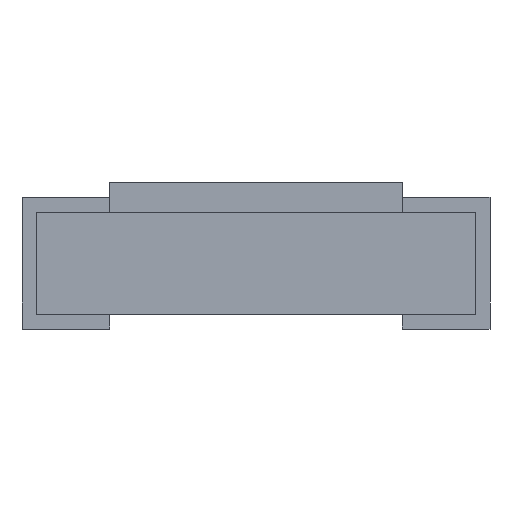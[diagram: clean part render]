
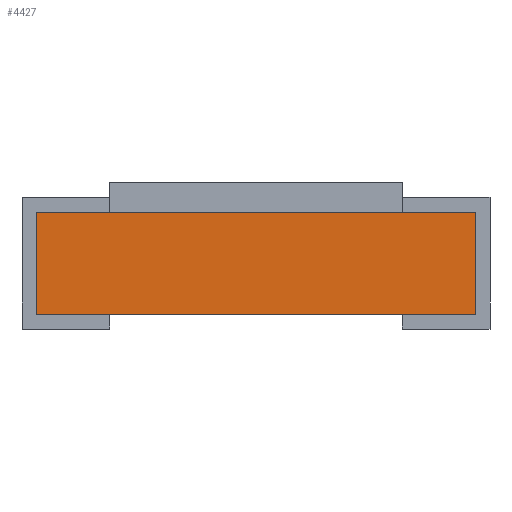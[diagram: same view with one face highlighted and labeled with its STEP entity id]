
A CAD part, left-side view. The second image highlights one B-rep face of the part: STEP entity #4427.
In plain terms, the highlighted planar face has unit normal (-1, 0, 0).
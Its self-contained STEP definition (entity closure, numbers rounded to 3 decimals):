
#571 = PLANE('',#572);
#572 = AXIS2_PLACEMENT_3D('',#573,#574,#575);
#573 = CARTESIAN_POINT('',(2.006,-0.625,0.05));
#574 = DIRECTION('',(0.,0.,1.));
#575 = DIRECTION('',(0.,-1.,0.));
#2240 = VERTEX_POINT('',#2241);
#2241 = CARTESIAN_POINT('',(-1.6,-0.75,0.05));
#2257 = PLANE('',#2258);
#2258 = AXIS2_PLACEMENT_3D('',#2259,#2260,#2261);
#2259 = CARTESIAN_POINT('',(2.006,-0.75,0.225));
#2260 = DIRECTION('',(0.,1.,0.));
#2261 = DIRECTION('',(0.,-0.,1.));
#2269 = EDGE_CURVE('',#2270,#2240,#2272,.T.);
#2270 = VERTEX_POINT('',#2271);
#2271 = CARTESIAN_POINT('',(-1.6,0.75,0.05));
#2272 = SURFACE_CURVE('',#2273,(#2277,#2284),.PCURVE_S1.);
#2273 = LINE('',#2274,#2275);
#2274 = CARTESIAN_POINT('',(-1.6,-0.625,0.05));
#2275 = VECTOR('',#2276,1.);
#2276 = DIRECTION('',(0.,-1.,0.));
#2277 = PCURVE('',#571,#2278);
#2278 = DEFINITIONAL_REPRESENTATION('',(#2279),#2283);
#2279 = LINE('',#2280,#2281);
#2280 = CARTESIAN_POINT('',(-0.,-3.606));
#2281 = VECTOR('',#2282,1.);
#2282 = DIRECTION('',(1.,0.));
#2283 = ( GEOMETRIC_REPRESENTATION_CONTEXT(2) 
PARAMETRIC_REPRESENTATION_CONTEXT() REPRESENTATION_CONTEXT('2D SPACE',''
  ) );
#2284 = PCURVE('',#2285,#2290);
#2285 = PLANE('',#2286);
#2286 = AXIS2_PLACEMENT_3D('',#2287,#2288,#2289);
#2287 = CARTESIAN_POINT('',(-1.6,0.,0.225));
#2288 = DIRECTION('',(1.,0.,0.));
#2289 = DIRECTION('',(0.,0.,-1.));
#2290 = DEFINITIONAL_REPRESENTATION('',(#2291),#2295);
#2291 = LINE('',#2292,#2293);
#2292 = CARTESIAN_POINT('',(0.175,-0.625));
#2293 = VECTOR('',#2294,1.);
#2294 = DIRECTION('',(0.,-1.));
#2295 = ( GEOMETRIC_REPRESENTATION_CONTEXT(2) 
PARAMETRIC_REPRESENTATION_CONTEXT() REPRESENTATION_CONTEXT('2D SPACE',''
  ) );
#2313 = PLANE('',#2314);
#2314 = AXIS2_PLACEMENT_3D('',#2315,#2316,#2317);
#2315 = CARTESIAN_POINT('',(2.006,0.75,0.225));
#2316 = DIRECTION('',(0.,-1.,0.));
#2317 = DIRECTION('',(0.,0.,-1.));
#3628 = PLANE('',#3629);
#3629 = AXIS2_PLACEMENT_3D('',#3630,#3631,#3632);
#3630 = CARTESIAN_POINT('',(2.006,0.625,0.4));
#3631 = DIRECTION('',(0.,0.,-1.));
#3632 = DIRECTION('',(-1.,0.,0.));
#4427 = ADVANCED_FACE('',(#4428),#2285,.F.);
#4428 = FACE_BOUND('',#4429,.T.);
#4429 = EDGE_LOOP('',(#4430,#4455,#4476,#4477,#4500,#4523));
#4430 = ORIENTED_EDGE('',*,*,#4431,.F.);
#4431 = EDGE_CURVE('',#4432,#4434,#4436,.T.);
#4432 = VERTEX_POINT('',#4433);
#4433 = CARTESIAN_POINT('',(-1.6,0.75,0.4));
#4434 = VERTEX_POINT('',#4435);
#4435 = CARTESIAN_POINT('',(-1.6,0.5,0.4));
#4436 = SURFACE_CURVE('',#4437,(#4441,#4448),.PCURVE_S1.);
#4437 = LINE('',#4438,#4439);
#4438 = CARTESIAN_POINT('',(-1.6,0.,0.4));
#4439 = VECTOR('',#4440,1.);
#4440 = DIRECTION('',(0.,-1.,0.));
#4441 = PCURVE('',#2285,#4442);
#4442 = DEFINITIONAL_REPRESENTATION('',(#4443),#4447);
#4443 = LINE('',#4444,#4445);
#4444 = CARTESIAN_POINT('',(-0.175,0.));
#4445 = VECTOR('',#4446,1.);
#4446 = DIRECTION('',(0.,-1.));
#4447 = ( GEOMETRIC_REPRESENTATION_CONTEXT(2) 
PARAMETRIC_REPRESENTATION_CONTEXT() REPRESENTATION_CONTEXT('2D SPACE',''
  ) );
#4448 = PCURVE('',#3628,#4449);
#4449 = DEFINITIONAL_REPRESENTATION('',(#4450),#4454);
#4450 = LINE('',#4451,#4452);
#4451 = CARTESIAN_POINT('',(3.606,-0.625));
#4452 = VECTOR('',#4453,1.);
#4453 = DIRECTION('',(0.,-1.));
#4454 = ( GEOMETRIC_REPRESENTATION_CONTEXT(2) 
PARAMETRIC_REPRESENTATION_CONTEXT() REPRESENTATION_CONTEXT('2D SPACE',''
  ) );
#4455 = ORIENTED_EDGE('',*,*,#4456,.F.);
#4456 = EDGE_CURVE('',#2270,#4432,#4457,.T.);
#4457 = SURFACE_CURVE('',#4458,(#4462,#4469),.PCURVE_S1.);
#4458 = LINE('',#4459,#4460);
#4459 = CARTESIAN_POINT('',(-1.6,0.75,0.225));
#4460 = VECTOR('',#4461,1.);
#4461 = DIRECTION('',(0.,0.,1.));
#4462 = PCURVE('',#2285,#4463);
#4463 = DEFINITIONAL_REPRESENTATION('',(#4464),#4468);
#4464 = LINE('',#4465,#4466);
#4465 = CARTESIAN_POINT('',(0.,0.75));
#4466 = VECTOR('',#4467,1.);
#4467 = DIRECTION('',(-1.,0.));
#4468 = ( GEOMETRIC_REPRESENTATION_CONTEXT(2) 
PARAMETRIC_REPRESENTATION_CONTEXT() REPRESENTATION_CONTEXT('2D SPACE',''
  ) );
#4469 = PCURVE('',#2313,#4470);
#4470 = DEFINITIONAL_REPRESENTATION('',(#4471),#4475);
#4471 = LINE('',#4472,#4473);
#4472 = CARTESIAN_POINT('',(0.,-3.606));
#4473 = VECTOR('',#4474,1.);
#4474 = DIRECTION('',(-1.,0.));
#4475 = ( GEOMETRIC_REPRESENTATION_CONTEXT(2) 
PARAMETRIC_REPRESENTATION_CONTEXT() REPRESENTATION_CONTEXT('2D SPACE',''
  ) );
#4476 = ORIENTED_EDGE('',*,*,#2269,.T.);
#4477 = ORIENTED_EDGE('',*,*,#4478,.T.);
#4478 = EDGE_CURVE('',#2240,#4479,#4481,.T.);
#4479 = VERTEX_POINT('',#4480);
#4480 = CARTESIAN_POINT('',(-1.6,-0.75,0.4));
#4481 = SURFACE_CURVE('',#4482,(#4486,#4493),.PCURVE_S1.);
#4482 = LINE('',#4483,#4484);
#4483 = CARTESIAN_POINT('',(-1.6,-0.75,0.225));
#4484 = VECTOR('',#4485,1.);
#4485 = DIRECTION('',(0.,0.,1.));
#4486 = PCURVE('',#2285,#4487);
#4487 = DEFINITIONAL_REPRESENTATION('',(#4488),#4492);
#4488 = LINE('',#4489,#4490);
#4489 = CARTESIAN_POINT('',(0.,-0.75));
#4490 = VECTOR('',#4491,1.);
#4491 = DIRECTION('',(-1.,0.));
#4492 = ( GEOMETRIC_REPRESENTATION_CONTEXT(2) 
PARAMETRIC_REPRESENTATION_CONTEXT() REPRESENTATION_CONTEXT('2D SPACE',''
  ) );
#4493 = PCURVE('',#2257,#4494);
#4494 = DEFINITIONAL_REPRESENTATION('',(#4495),#4499);
#4495 = LINE('',#4496,#4497);
#4496 = CARTESIAN_POINT('',(0.,-3.606));
#4497 = VECTOR('',#4498,1.);
#4498 = DIRECTION('',(1.,0.));
#4499 = ( GEOMETRIC_REPRESENTATION_CONTEXT(2) 
PARAMETRIC_REPRESENTATION_CONTEXT() REPRESENTATION_CONTEXT('2D SPACE',''
  ) );
#4500 = ORIENTED_EDGE('',*,*,#4501,.F.);
#4501 = EDGE_CURVE('',#4502,#4479,#4504,.T.);
#4502 = VERTEX_POINT('',#4503);
#4503 = CARTESIAN_POINT('',(-1.6,-0.5,0.4));
#4504 = SURFACE_CURVE('',#4505,(#4509,#4516),.PCURVE_S1.);
#4505 = LINE('',#4506,#4507);
#4506 = CARTESIAN_POINT('',(-1.6,0.,0.4));
#4507 = VECTOR('',#4508,1.);
#4508 = DIRECTION('',(0.,-1.,0.));
#4509 = PCURVE('',#2285,#4510);
#4510 = DEFINITIONAL_REPRESENTATION('',(#4511),#4515);
#4511 = LINE('',#4512,#4513);
#4512 = CARTESIAN_POINT('',(-0.175,0.));
#4513 = VECTOR('',#4514,1.);
#4514 = DIRECTION('',(0.,-1.));
#4515 = ( GEOMETRIC_REPRESENTATION_CONTEXT(2) 
PARAMETRIC_REPRESENTATION_CONTEXT() REPRESENTATION_CONTEXT('2D SPACE',''
  ) );
#4516 = PCURVE('',#3628,#4517);
#4517 = DEFINITIONAL_REPRESENTATION('',(#4518),#4522);
#4518 = LINE('',#4519,#4520);
#4519 = CARTESIAN_POINT('',(3.606,-0.625));
#4520 = VECTOR('',#4521,1.);
#4521 = DIRECTION('',(0.,-1.));
#4522 = ( GEOMETRIC_REPRESENTATION_CONTEXT(2) 
PARAMETRIC_REPRESENTATION_CONTEXT() REPRESENTATION_CONTEXT('2D SPACE',''
  ) );
#4523 = ORIENTED_EDGE('',*,*,#4524,.F.);
#4524 = EDGE_CURVE('',#4434,#4502,#4525,.T.);
#4525 = SURFACE_CURVE('',#4526,(#4530,#4537),.PCURVE_S1.);
#4526 = LINE('',#4527,#4528);
#4527 = CARTESIAN_POINT('',(-1.6,0.,0.4));
#4528 = VECTOR('',#4529,1.);
#4529 = DIRECTION('',(0.,-1.,0.));
#4530 = PCURVE('',#2285,#4531);
#4531 = DEFINITIONAL_REPRESENTATION('',(#4532),#4536);
#4532 = LINE('',#4533,#4534);
#4533 = CARTESIAN_POINT('',(-0.175,0.));
#4534 = VECTOR('',#4535,1.);
#4535 = DIRECTION('',(0.,-1.));
#4536 = ( GEOMETRIC_REPRESENTATION_CONTEXT(2) 
PARAMETRIC_REPRESENTATION_CONTEXT() REPRESENTATION_CONTEXT('2D SPACE',''
  ) );
#4537 = PCURVE('',#4538,#4543);
#4538 = PLANE('',#4539);
#4539 = AXIS2_PLACEMENT_3D('',#4540,#4541,#4542);
#4540 = CARTESIAN_POINT('',(-1.6,0.,0.4));
#4541 = DIRECTION('',(0.,0.,-1.));
#4542 = DIRECTION('',(-1.,0.,0.));
#4543 = DEFINITIONAL_REPRESENTATION('',(#4544),#4548);
#4544 = LINE('',#4545,#4546);
#4545 = CARTESIAN_POINT('',(0.,0.));
#4546 = VECTOR('',#4547,1.);
#4547 = DIRECTION('',(0.,-1.));
#4548 = ( GEOMETRIC_REPRESENTATION_CONTEXT(2) 
PARAMETRIC_REPRESENTATION_CONTEXT() REPRESENTATION_CONTEXT('2D SPACE',''
  ) );
